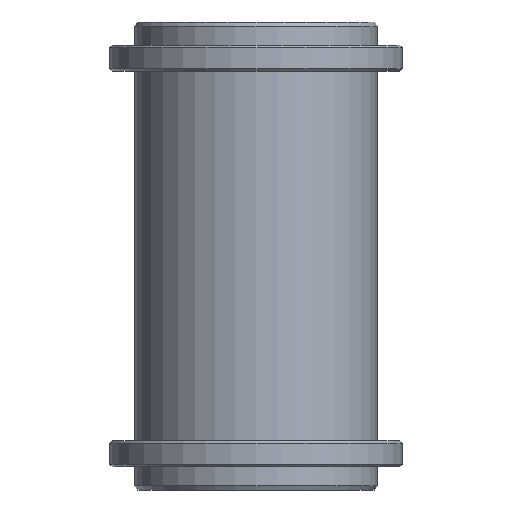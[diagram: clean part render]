
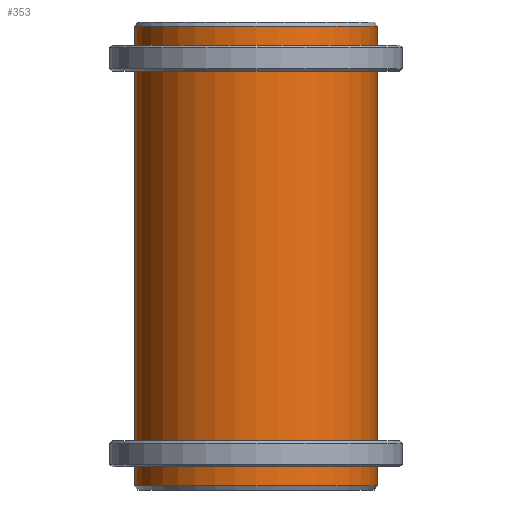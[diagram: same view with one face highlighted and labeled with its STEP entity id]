
A CAD part, front view. The second image highlights one B-rep face of the part: STEP entity #353.
In plain terms, the highlighted cylindrical face has radius 13.145 mm (diameter 26.289 mm), a full revolution.
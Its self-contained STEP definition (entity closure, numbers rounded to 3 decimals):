
#33=CYLINDRICAL_SURFACE('',#418,13.145);
#53=FACE_OUTER_BOUND('',#79,.T.);
#79=EDGE_LOOP('',(#290,#291,#292,#293,#294));
#99=LINE('',#627,#115);
#115=VECTOR('',#532,13.145);
#136=CIRCLE('',#409,13.145);
#138=CIRCLE('',#412,13.145);
#139=CIRCLE('',#413,13.145);
#163=VERTEX_POINT('',#607);
#165=VERTEX_POINT('',#613);
#166=VERTEX_POINT('',#614);
#202=EDGE_CURVE('',#163,#163,#136,.T.);
#205=EDGE_CURVE('',#165,#166,#138,.T.);
#206=EDGE_CURVE('',#166,#165,#139,.T.);
#212=EDGE_CURVE('',#165,#163,#99,.T.);
#290=ORIENTED_EDGE('',*,*,#205,.T.);
#291=ORIENTED_EDGE('',*,*,#206,.T.);
#292=ORIENTED_EDGE('',*,*,#212,.T.);
#293=ORIENTED_EDGE('',*,*,#202,.T.);
#294=ORIENTED_EDGE('',*,*,#212,.F.);
#353=ADVANCED_FACE('',(#53),#33,.T.);
#409=AXIS2_PLACEMENT_3D('',#608,#509,#510);
#412=AXIS2_PLACEMENT_3D('',#615,#516,#517);
#413=AXIS2_PLACEMENT_3D('',#616,#518,#519);
#418=AXIS2_PLACEMENT_3D('',#626,#530,#531);
#509=DIRECTION('center_axis',(0.,0.,-1.));
#510=DIRECTION('ref_axis',(1.,0.,0.));
#516=DIRECTION('center_axis',(0.,0.,1.));
#517=DIRECTION('ref_axis',(1.,0.,0.));
#518=DIRECTION('center_axis',(0.,0.,1.));
#519=DIRECTION('ref_axis',(1.,0.,0.));
#530=DIRECTION('center_axis',(0.,0.,-1.));
#531=DIRECTION('ref_axis',(-1.,0.,0.));
#532=DIRECTION('',(0.,0.,1.));
#607=CARTESIAN_POINT('',(13.145,0.,50.36));
#608=CARTESIAN_POINT('Origin',(0.,0.,50.36));
#613=CARTESIAN_POINT('',(13.145,0.,0.44));
#614=CARTESIAN_POINT('',(-13.145,0.,0.44));
#615=CARTESIAN_POINT('Origin',(0.,0.,0.44));
#616=CARTESIAN_POINT('Origin',(0.,0.,0.44));
#626=CARTESIAN_POINT('Origin',(0.,0.,50.8));
#627=CARTESIAN_POINT('',(13.145,0.,50.8));
